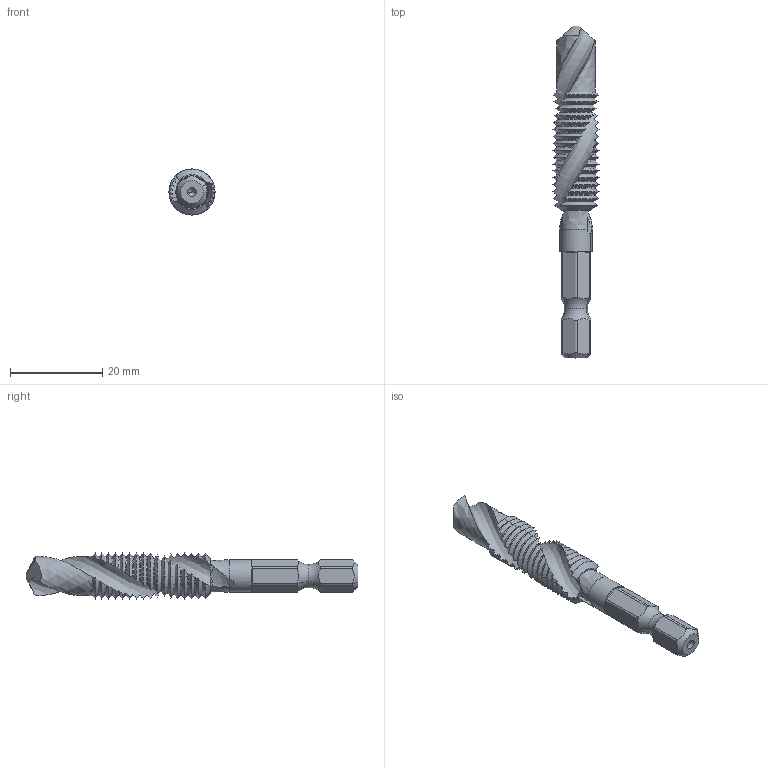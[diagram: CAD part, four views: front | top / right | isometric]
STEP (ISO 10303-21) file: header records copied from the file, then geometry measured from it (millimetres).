
FILE_DESCRIPTION (( 'STEP AP214' ), '1' );
FILE_NAME ('A504 Ìåò÷èê îäíîïðîõîäíûé ñïèðàëüíûé Ì10.STEP', '2021-07-28T12:26:09', ( 'Ïîëüçîâàòåëü Windows' ), ( '' ), 'SwSTEP 2.0', 'SolidWorks 2021', '' );
FILE_SCHEMA (( 'AUTOMOTIVE_DESIGN' ));
Length unit declared in the file: millimetre
Products named in the file (1): A504 Ìåò÷èê îäíîïðîõîäíûé ñïèðàëüíûé Ì10
Bounding box: 10 x 72.15 x 10 mm (x, y, z)
Volume: 2652.6 mm3; surface area: 2235 mm2
Topology: 1 solids, 1 shells, 232 faces, 662 edges, 431 vertices
Faces by surface type: cone 100, plane 54, bspline 50, cylinder 24, torus 4
Entity records: 14569 total; most frequent: CARTESIAN_POINT 9403, ORIENTED_EDGE 1320, DIRECTION 731, EDGE_CURVE 660, B_SPLINE_CURVE_WITH_KNOTS 431, VERTEX_POINT 431, AXIS2_PLACEMENT_3D 327, EDGE_LOOP 233
